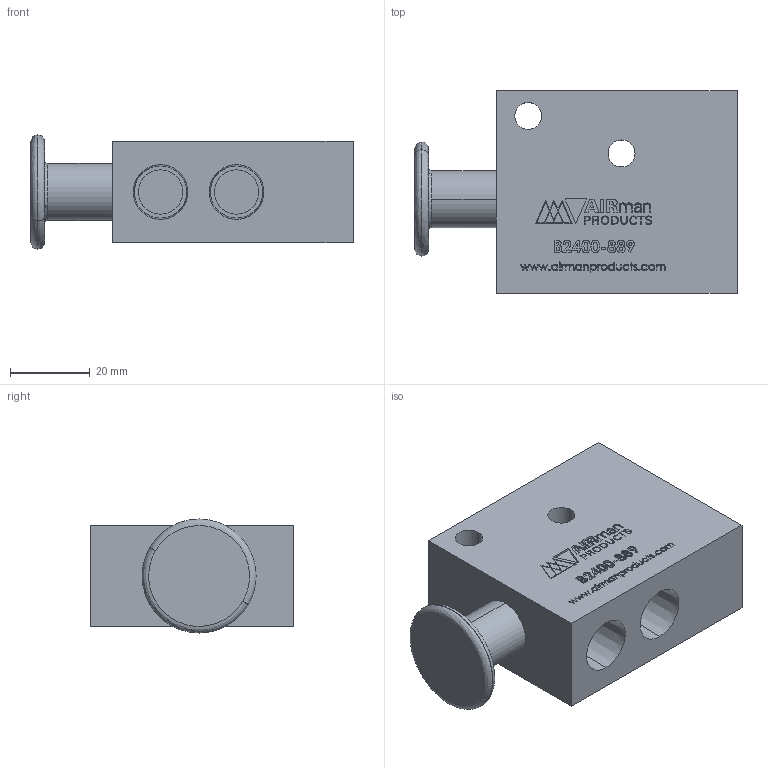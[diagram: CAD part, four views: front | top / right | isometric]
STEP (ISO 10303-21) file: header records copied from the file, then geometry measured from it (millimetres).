
FILE_DESCRIPTION (( 'STEP AP214' ), '1' );
FILE_NAME ('B2400-889-VALVE-.25-NPT-3-2-PUSH-PULL-RESET.STEP', '2021-07-30T11:58:52', ( '' ), ( '' ), 'SwSTEP 2.0', 'SolidWorks 2018', '' );
FILE_SCHEMA (( 'AUTOMOTIVE_DESIGN' ));
Length unit declared in the file: inch
Products named in the file (1): B2400-889-VALVE-.25-NPT-3-2-PUSH-PULL-RESET
Bounding box: 80.75 x 50.8 x 28.57 mm (x, y, z)
Volume: 73757.6 mm3; surface area: 17244.8 mm2
Topology: 1 solids, 1 shells, 1320 faces, 3486 edges, 2324 vertices
Faces by surface type: plane 730, bspline 560, cylinder 20, cone 10
Entity records: 82560 total; most frequent: CARTESIAN_POINT 36423, ORIENTED_EDGE 6972, DIRECTION 3954, EDGE_CURVE 3486, VERTEX_POINT 2324, VECTOR 2300, LINE 2300, EDGE_LOOP 1480
